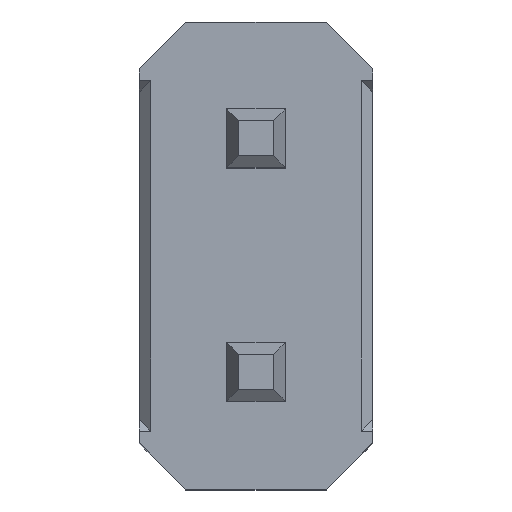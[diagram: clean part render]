
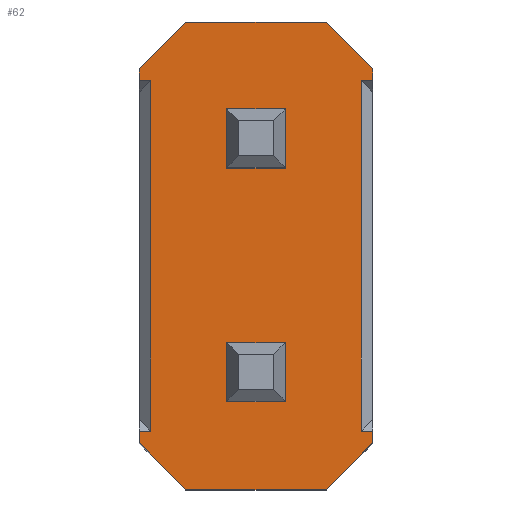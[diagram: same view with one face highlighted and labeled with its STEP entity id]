
A CAD part, top view. The second image highlights one B-rep face of the part: STEP entity #62.
In plain terms, the highlighted planar face has unit normal (0, 0, 1).
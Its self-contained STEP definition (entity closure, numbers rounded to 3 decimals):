
#62=ADVANCED_FACE('',(#568,#570,#572),#574,.T.);
#568=FACE_BOUND('',#569,.T.);
#569=EDGE_LOOP('',(#973,#974,#975,#976,#977,#978,#979,#980,#981,#982,#983,#984,#985,
#986,#987,#988));
#570=FACE_BOUND('',#571,.T.);
#571=EDGE_LOOP('',(#989,#990,#991,#992));
#572=FACE_BOUND('',#573,.T.);
#573=EDGE_LOOP('',(#993,#994,#995,#996));
#574=PLANE('',#575);
#575=AXIS2_PLACEMENT_3D('',#576,#577,#578);
#576=CARTESIAN_POINT('',(0.,0.,2.));
#577=DIRECTION('',(0.,0.,1.));
#578=DIRECTION('',(1.,0.,0.));
#973=ORIENTED_EDGE('',*,*,#1241,.T.);
#974=ORIENTED_EDGE('',*,*,#1242,.T.);
#975=ORIENTED_EDGE('',*,*,#1243,.T.);
#976=ORIENTED_EDGE('',*,*,#1244,.T.);
#977=ORIENTED_EDGE('',*,*,#1245,.T.);
#978=ORIENTED_EDGE('',*,*,#1246,.T.);
#979=ORIENTED_EDGE('',*,*,#1247,.T.);
#980=ORIENTED_EDGE('',*,*,#1248,.T.);
#981=ORIENTED_EDGE('',*,*,#1249,.T.);
#982=ORIENTED_EDGE('',*,*,#1250,.T.);
#983=ORIENTED_EDGE('',*,*,#1251,.T.);
#984=ORIENTED_EDGE('',*,*,#1252,.T.);
#985=ORIENTED_EDGE('',*,*,#1253,.T.);
#986=ORIENTED_EDGE('',*,*,#1254,.T.);
#987=ORIENTED_EDGE('',*,*,#1255,.T.);
#988=ORIENTED_EDGE('',*,*,#1256,.T.);
#989=ORIENTED_EDGE('',*,*,#1257,.F.);
#990=ORIENTED_EDGE('',*,*,#1258,.F.);
#991=ORIENTED_EDGE('',*,*,#1259,.F.);
#992=ORIENTED_EDGE('',*,*,#1260,.F.);
#993=ORIENTED_EDGE('',*,*,#1261,.F.);
#994=ORIENTED_EDGE('',*,*,#1262,.F.);
#995=ORIENTED_EDGE('',*,*,#1263,.F.);
#996=ORIENTED_EDGE('',*,*,#1264,.F.);
#1241=EDGE_CURVE('',#1391,#1392,#1393,.F.);
#1242=EDGE_CURVE('',#1392,#1394,#1395,.T.);
#1243=EDGE_CURVE('',#1394,#1396,#1397,.T.);
#1244=EDGE_CURVE('',#1396,#1398,#1399,.T.);
#1245=EDGE_CURVE('',#1398,#1400,#1401,.T.);
#1246=EDGE_CURVE('',#1400,#1402,#1403,.T.);
#1247=EDGE_CURVE('',#1402,#1404,#1405,.F.);
#1248=EDGE_CURVE('',#1404,#1406,#1407,.F.);
#1249=EDGE_CURVE('',#1406,#1408,#1409,.F.);
#1250=EDGE_CURVE('',#1408,#1410,#1411,.T.);
#1251=EDGE_CURVE('',#1410,#1412,#1413,.T.);
#1252=EDGE_CURVE('',#1412,#1414,#1415,.T.);
#1253=EDGE_CURVE('',#1414,#1416,#1417,.T.);
#1254=EDGE_CURVE('',#1416,#1418,#1419,.T.);
#1255=EDGE_CURVE('',#1418,#1420,#1421,.F.);
#1256=EDGE_CURVE('',#1420,#1391,#1422,.F.);
#1257=EDGE_CURVE('',#1423,#1424,#1425,.T.);
#1258=EDGE_CURVE('',#1426,#1423,#1427,.T.);
#1259=EDGE_CURVE('',#1428,#1426,#1429,.T.);
#1260=EDGE_CURVE('',#1424,#1428,#1430,.T.);
#1261=EDGE_CURVE('',#1431,#1432,#1433,.T.);
#1262=EDGE_CURVE('',#1434,#1431,#1435,.T.);
#1263=EDGE_CURVE('',#1436,#1434,#1437,.T.);
#1264=EDGE_CURVE('',#1432,#1436,#1438,.T.);
#1391=VERTEX_POINT('',#1641);
#1392=VERTEX_POINT('',#1642);
#1393=LINE('',#1643,#1644);
#1394=VERTEX_POINT('',#1646);
#1395=LINE('',#1647,#1648);
#1396=VERTEX_POINT('',#1650);
#1397=LINE('',#1651,#1652);
#1398=VERTEX_POINT('',#1654);
#1399=LINE('',#1655,#1656);
#1400=VERTEX_POINT('',#1658);
#1401=LINE('',#1659,#1660);
#1402=VERTEX_POINT('',#1662);
#1403=LINE('',#1663,#1664);
#1404=VERTEX_POINT('',#1666);
#1405=LINE('',#1667,#1668);
#1406=VERTEX_POINT('',#1670);
#1407=LINE('',#1671,#1672);
#1408=VERTEX_POINT('',#1674);
#1409=LINE('',#1675,#1676);
#1410=VERTEX_POINT('',#1678);
#1411=LINE('',#1679,#1680);
#1412=VERTEX_POINT('',#1682);
#1413=LINE('',#1683,#1684);
#1414=VERTEX_POINT('',#1686);
#1415=LINE('',#1687,#1688);
#1416=VERTEX_POINT('',#1690);
#1417=LINE('',#1691,#1692);
#1418=VERTEX_POINT('',#1694);
#1419=LINE('',#1695,#1696);
#1420=VERTEX_POINT('',#1698);
#1421=LINE('',#1699,#1700);
#1422=LINE('',#1702,#1703);
#1423=VERTEX_POINT('',#1705);
#1424=VERTEX_POINT('',#1706);
#1425=LINE('',#1707,#1708);
#1426=VERTEX_POINT('',#1710);
#1427=LINE('',#1711,#1712);
#1428=VERTEX_POINT('',#1714);
#1429=LINE('',#1715,#1716);
#1430=LINE('',#1718,#1719);
#1431=VERTEX_POINT('',#1721);
#1432=VERTEX_POINT('',#1722);
#1433=LINE('',#1723,#1724);
#1434=VERTEX_POINT('',#1726);
#1435=LINE('',#1727,#1728);
#1436=VERTEX_POINT('',#1730);
#1437=LINE('',#1731,#1732);
#1438=LINE('',#1734,#1735);
#1641=CARTESIAN_POINT('',(-0.9,-0.5,2.));
#1642=CARTESIAN_POINT('',(-1.,-0.5,2.));
#1643=CARTESIAN_POINT('',(-1.,-0.5,2.));
#1644=VECTOR('',#1645,1.);
#1645=DIRECTION('',(1.,0.,0.));
#1646=CARTESIAN_POINT('',(-1.,-0.6,2.));
#1647=CARTESIAN_POINT('',(-1.,-0.5,2.));
#1648=VECTOR('',#1649,1.);
#1649=DIRECTION('',(0.,-1.,0.));
#1650=CARTESIAN_POINT('',(-0.6,-1.,2.));
#1651=CARTESIAN_POINT('',(-1.,-0.6,2.));
#1652=VECTOR('',#1653,1.);
#1653=DIRECTION('',(0.707,-0.707,0.));
#1654=CARTESIAN_POINT('',(0.6,-1.,2.));
#1655=CARTESIAN_POINT('',(-0.6,-1.,2.));
#1656=VECTOR('',#1657,1.);
#1657=DIRECTION('',(1.,0.,0.));
#1658=CARTESIAN_POINT('',(1.,-0.6,2.));
#1659=CARTESIAN_POINT('',(0.6,-1.,2.));
#1660=VECTOR('',#1661,1.);
#1661=DIRECTION('',(0.707,0.707,0.));
#1662=CARTESIAN_POINT('',(1.,-0.5,2.));
#1663=CARTESIAN_POINT('',(1.,-0.6,2.));
#1664=VECTOR('',#1665,1.);
#1665=DIRECTION('',(0.,1.,0.));
#1666=CARTESIAN_POINT('',(0.9,-0.5,2.));
#1667=CARTESIAN_POINT('',(0.9,-0.5,2.));
#1668=VECTOR('',#1669,1.);
#1669=DIRECTION('',(1.,0.,0.));
#1670=CARTESIAN_POINT('',(0.9,2.5,2.));
#1671=CARTESIAN_POINT('',(0.9,2.5,2.));
#1672=VECTOR('',#1673,1.);
#1673=DIRECTION('',(0.,-1.,0.));
#1674=CARTESIAN_POINT('',(1.,2.5,2.));
#1675=CARTESIAN_POINT('',(1.,2.5,2.));
#1676=VECTOR('',#1677,1.);
#1677=DIRECTION('',(-1.,0.,0.));
#1678=CARTESIAN_POINT('',(1.,2.6,2.));
#1679=CARTESIAN_POINT('',(1.,2.5,2.));
#1680=VECTOR('',#1681,1.);
#1681=DIRECTION('',(0.,1.,0.));
#1682=CARTESIAN_POINT('',(0.6,3.,2.));
#1683=CARTESIAN_POINT('',(1.,2.6,2.));
#1684=VECTOR('',#1685,1.);
#1685=DIRECTION('',(-0.707,0.707,0.));
#1686=CARTESIAN_POINT('',(-0.6,3.,2.));
#1687=CARTESIAN_POINT('',(0.6,3.,2.));
#1688=VECTOR('',#1689,1.);
#1689=DIRECTION('',(-1.,0.,0.));
#1690=CARTESIAN_POINT('',(-1.,2.6,2.));
#1691=CARTESIAN_POINT('',(-0.6,3.,2.));
#1692=VECTOR('',#1693,1.);
#1693=DIRECTION('',(-0.707,-0.707,0.));
#1694=CARTESIAN_POINT('',(-1.,2.5,2.));
#1695=CARTESIAN_POINT('',(-1.,2.6,2.));
#1696=VECTOR('',#1697,1.);
#1697=DIRECTION('',(0.,-1.,0.));
#1698=CARTESIAN_POINT('',(-0.9,2.5,2.));
#1699=CARTESIAN_POINT('',(-0.9,2.5,2.));
#1700=VECTOR('',#1701,1.);
#1701=DIRECTION('',(-1.,0.,0.));
#1702=CARTESIAN_POINT('',(-0.9,-0.5,2.));
#1703=VECTOR('',#1704,1.);
#1704=DIRECTION('',(0.,1.,0.));
#1705=CARTESIAN_POINT('',(0.25,1.75,2.));
#1706=CARTESIAN_POINT('',(0.25,2.25,2.));
#1707=CARTESIAN_POINT('',(0.25,1.75,2.));
#1708=VECTOR('',#1709,1.);
#1709=DIRECTION('',(0.,1.,0.));
#1710=CARTESIAN_POINT('',(-0.25,1.75,2.));
#1711=CARTESIAN_POINT('',(-0.25,1.75,2.));
#1712=VECTOR('',#1713,1.);
#1713=DIRECTION('',(1.,0.,0.));
#1714=CARTESIAN_POINT('',(-0.25,2.25,2.));
#1715=CARTESIAN_POINT('',(-0.25,2.25,2.));
#1716=VECTOR('',#1717,1.);
#1717=DIRECTION('',(0.,-1.,0.));
#1718=CARTESIAN_POINT('',(0.25,2.25,2.));
#1719=VECTOR('',#1720,1.);
#1720=DIRECTION('',(-1.,0.,0.));
#1721=CARTESIAN_POINT('',(0.25,0.25,2.));
#1722=CARTESIAN_POINT('',(-0.25,0.25,2.));
#1723=CARTESIAN_POINT('',(0.25,0.25,2.));
#1724=VECTOR('',#1725,1.);
#1725=DIRECTION('',(-1.,0.,0.));
#1726=CARTESIAN_POINT('',(0.25,-0.25,2.));
#1727=CARTESIAN_POINT('',(0.25,-0.25,2.));
#1728=VECTOR('',#1729,1.);
#1729=DIRECTION('',(0.,1.,0.));
#1730=CARTESIAN_POINT('',(-0.25,-0.25,2.));
#1731=CARTESIAN_POINT('',(-0.25,-0.25,2.));
#1732=VECTOR('',#1733,1.);
#1733=DIRECTION('',(1.,0.,0.));
#1734=CARTESIAN_POINT('',(-0.25,0.25,2.));
#1735=VECTOR('',#1736,1.);
#1736=DIRECTION('',(0.,-1.,0.));
